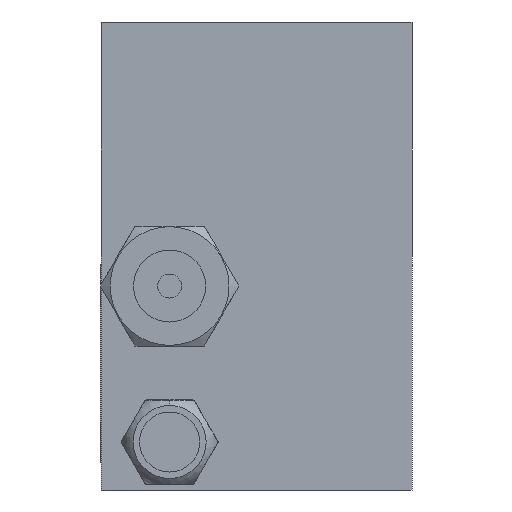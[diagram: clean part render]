
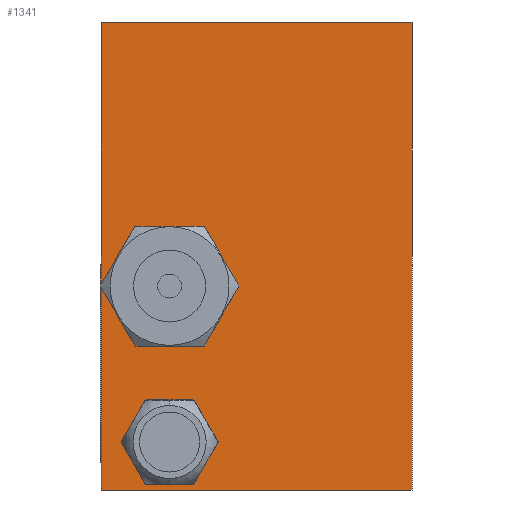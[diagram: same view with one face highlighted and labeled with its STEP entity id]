
A CAD part, left-side view. The second image highlights one B-rep face of the part: STEP entity #1341.
In plain terms, the highlighted planar face has unit normal (-1, 0, 0).
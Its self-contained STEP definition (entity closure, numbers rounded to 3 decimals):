
#359 = CIRCLE ( 'NONE', #4776, 2.525 ) ;
#361 = VECTOR ( 'NONE', #1107, 1000. ) ;
#417 = LINE ( 'NONE', #1210, #455 ) ;
#451 = LINE ( 'NONE', #1118, #361 ) ;
#455 = VECTOR ( 'NONE', #1211, 1000. ) ;
#464 = VECTOR ( 'NONE', #1027, 1000. ) ;
#517 = CIRCLE ( 'NONE', #4786, 2.525 ) ;
#530 = CIRCLE ( 'NONE', #4792, 2.525 ) ;
#536 = LINE ( 'NONE', #1272, #573 ) ;
#537 = CIRCLE ( 'NONE', #4773, 2.525 ) ;
#554 = LINE ( 'NONE', #1032, #464 ) ;
#573 = VECTOR ( 'NONE', #1260, 1000. ) ;
#1027 = DIRECTION ( 'NONE',  ( 0., 0., -1. ) ) ;
#1028 = CARTESIAN_POINT ( 'NONE',  ( -39.106, 67.627, -15.5 ) ) ;
#1029 = DIRECTION ( 'NONE',  ( -1., 0., 0. ) ) ;
#1030 = DIRECTION ( 'NONE',  ( 0., 0., 1. ) ) ;
#1032 = CARTESIAN_POINT ( 'NONE',  ( -39.106, 73.327, 19.5 ) ) ;
#1097 = CARTESIAN_POINT ( 'NONE',  ( -39.106, 47.427, -19.5 ) ) ;
#1107 = DIRECTION ( 'NONE',  ( 0., -1., 0. ) ) ;
#1118 = CARTESIAN_POINT ( 'NONE',  ( -39.106, 47.427, 19.5 ) ) ;
#1124 = CARTESIAN_POINT ( 'NONE',  ( -39.106, 67.627, 0.025 ) ) ;
#1134 = CARTESIAN_POINT ( 'NONE',  ( -39.106, 47.427, 19.5 ) ) ;
#1145 = CARTESIAN_POINT ( 'NONE',  ( -39.106, 67.627, -5.025 ) ) ;
#1146 = CARTESIAN_POINT ( 'NONE',  ( -39.106, 67.627, -12.975 ) ) ;
#1163 = CARTESIAN_POINT ( 'NONE',  ( -39.106, 67.627, -2.5 ) ) ;
#1198 = CARTESIAN_POINT ( 'NONE',  ( -39.106, 67.627, -2.5 ) ) ;
#1202 = DIRECTION ( 'NONE',  ( 0., 0., 1. ) ) ;
#1207 = DIRECTION ( 'NONE',  ( -1., 0., 0. ) ) ;
#1210 = CARTESIAN_POINT ( 'NONE',  ( -39.106, 47.427, 19.5 ) ) ;
#1211 = DIRECTION ( 'NONE',  ( 0., 0., -1. ) ) ;
#1212 = DIRECTION ( 'NONE',  ( -1., 0., 0. ) ) ;
#1213 = DIRECTION ( 'NONE',  ( 0., 0., 1. ) ) ;
#1220 = CARTESIAN_POINT ( 'NONE',  ( -39.106, 67.627, -15.5 ) ) ;
#1222 = DIRECTION ( 'NONE',  ( -1., 0., 0. ) ) ;
#1224 = DIRECTION ( 'NONE',  ( 0., 0., 1. ) ) ;
#1260 = DIRECTION ( 'NONE',  ( 0., -1., 0. ) ) ;
#1272 = CARTESIAN_POINT ( 'NONE',  ( -39.106, 47.427, -19.5 ) ) ;
#1341 = ADVANCED_FACE ( 'NONE', ( #4659, #4661, #4658 ), #1612, .F. ) ;
#1612 = PLANE ( 'NONE',  #2710 ) ;
#1795 = CARTESIAN_POINT ( 'NONE',  ( -39.106, 47.427, 19.5 ) ) ;
#1864 = DIRECTION ( 'NONE',  ( 0., 0., -1. ) ) ;
#1906 = DIRECTION ( 'NONE',  ( 1., 0., 0. ) ) ;
#2065 = EDGE_CURVE ( 'NONE', #3863, #4230, #530, .T. ) ;
#2068 = EDGE_CURVE ( 'NONE', #4332, #4233, #554, .T. ) ;
#2141 = EDGE_CURVE ( 'NONE', #4332, #3969, #451, .T. ) ;
#2145 = EDGE_CURVE ( 'NONE', #4230, #3863, #517, .T. ) ;
#2162 = EDGE_CURVE ( 'NONE', #4049, #3712, #359, .T. ) ;
#2164 = EDGE_CURVE ( 'NONE', #3969, #3892, #417, .T. ) ;
#2199 = EDGE_CURVE ( 'NONE', #4233, #3892, #536, .T. ) ;
#2210 = EDGE_CURVE ( 'NONE', #3712, #4049, #537, .T. ) ;
#2710 = AXIS2_PLACEMENT_3D ( 'NONE', #1795, #1906, #1864 ) ;
#2801 = CARTESIAN_POINT ( 'NONE',  ( -39.106, 73.327, -19.5 ) ) ;
#2804 = CARTESIAN_POINT ( 'NONE',  ( -39.106, 67.627, -18.025 ) ) ;
#2835 = CARTESIAN_POINT ( 'NONE',  ( -39.106, 73.327, 19.5 ) ) ;
#3631 = ORIENTED_EDGE ( 'NONE', *, *, #2145, .F. ) ;
#3712 = VERTEX_POINT ( 'NONE', #1124 ) ;
#3747 = ORIENTED_EDGE ( 'NONE', *, *, #2068, .T. ) ;
#3775 = ORIENTED_EDGE ( 'NONE', *, *, #2164, .F. ) ;
#3776 = ORIENTED_EDGE ( 'NONE', *, *, #2210, .F. ) ;
#3780 = ORIENTED_EDGE ( 'NONE', *, *, #2065, .F. ) ;
#3819 = ORIENTED_EDGE ( 'NONE', *, *, #2199, .T. ) ;
#3841 = ORIENTED_EDGE ( 'NONE', *, *, #2162, .F. ) ;
#3863 = VERTEX_POINT ( 'NONE', #1146 ) ;
#3892 = VERTEX_POINT ( 'NONE', #1097 ) ;
#3946 = EDGE_LOOP ( 'NONE', ( #3776, #3841 ) ) ;
#3969 = VERTEX_POINT ( 'NONE', #1134 ) ;
#4029 = ORIENTED_EDGE ( 'NONE', *, *, #2141, .F. ) ;
#4049 = VERTEX_POINT ( 'NONE', #1145 ) ;
#4129 = EDGE_LOOP ( 'NONE', ( #3819, #3775, #4029, #3747 ) ) ;
#4205 = EDGE_LOOP ( 'NONE', ( #3780, #3631 ) ) ;
#4230 = VERTEX_POINT ( 'NONE', #2804 ) ;
#4233 = VERTEX_POINT ( 'NONE', #2801 ) ;
#4332 = VERTEX_POINT ( 'NONE', #2835 ) ;
#4658 = FACE_OUTER_BOUND ( 'NONE', #4129, .T. ) ;
#4659 = FACE_BOUND ( 'NONE', #3946, .T. ) ;
#4661 = FACE_BOUND ( 'NONE', #4205, .T. ) ;
#4773 = AXIS2_PLACEMENT_3D ( 'NONE', #1198, #1207, #1202 ) ;
#4776 = AXIS2_PLACEMENT_3D ( 'NONE', #1163, #1212, #1213 ) ;
#4786 = AXIS2_PLACEMENT_3D ( 'NONE', #1220, #1222, #1224 ) ;
#4792 = AXIS2_PLACEMENT_3D ( 'NONE', #1028, #1029, #1030 ) ;
